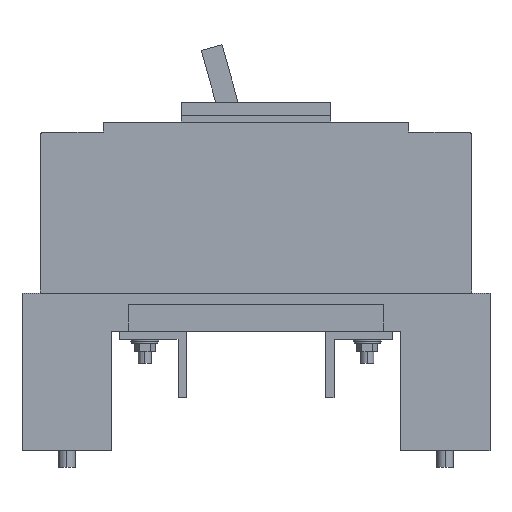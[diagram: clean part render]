
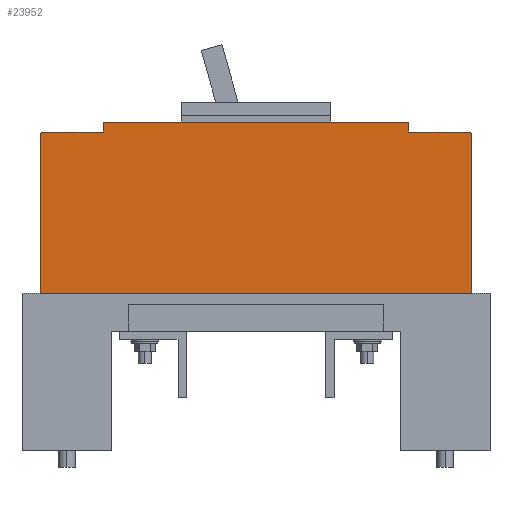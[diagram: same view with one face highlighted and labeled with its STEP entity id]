
A CAD part, left-side view. The second image highlights one B-rep face of the part: STEP entity #23952.
In plain terms, the highlighted planar face has unit normal (-1, 0, 0).
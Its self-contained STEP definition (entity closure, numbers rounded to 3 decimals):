
#456 = AXIS2_PLACEMENT_3D ( 'NONE', #21541, #9975, #23482 ) ;
#551 = CARTESIAN_POINT ( 'NONE',  ( -70., -130., 0. ) ) ;
#600 = VERTEX_POINT ( 'NONE', #17967 ) ;
#745 = EDGE_CURVE ( 'NONE', #16320, #600, #24972, .T. ) ;
#852 = VECTOR ( 'NONE', #22450, 1000. ) ;
#1042 = CARTESIAN_POINT ( 'NONE',  ( -70., 130., 97. ) ) ;
#1967 = VERTEX_POINT ( 'NONE', #22834 ) ;
#2046 = AXIS2_PLACEMENT_3D ( 'NONE', #24899, #24698, #24976 ) ;
#2274 = EDGE_CURVE ( 'NONE', #5742, #7294, #19900, .T. ) ;
#2469 = VECTOR ( 'NONE', #8068, 1000. ) ;
#4073 = ORIENTED_EDGE ( 'NONE', *, *, #2274, .F. ) ;
#4227 = ORIENTED_EDGE ( 'NONE', *, *, #21771, .T. ) ;
#4314 = EDGE_LOOP ( 'NONE', ( #21905, #23399, #4227, #20858, #13893, #14126, #16682, #23299, #7108, #4073 ) ) ;
#4524 = DIRECTION ( 'NONE',  ( 0., -1., 0. ) ) ;
#4751 = VERTEX_POINT ( 'NONE', #20915 ) ;
#4802 = LINE ( 'NONE', #17588, #9352 ) ;
#4991 = DIRECTION ( 'NONE',  ( 0., -1., 0. ) ) ;
#5278 = EDGE_CURVE ( 'NONE', #1967, #600, #7201, .T. ) ;
#5742 = VERTEX_POINT ( 'NONE', #8656 ) ;
#5799 = CARTESIAN_POINT ( 'NONE',  ( -70., -92., 103. ) ) ;
#6044 = VECTOR ( 'NONE', #21323, 1000. ) ;
#6059 = CARTESIAN_POINT ( 'NONE',  ( -70., -130., 103. ) ) ;
#6431 = DIRECTION ( 'NONE',  ( 0., 0., 1. ) ) ;
#7108 = ORIENTED_EDGE ( 'NONE', *, *, #24849, .F. ) ;
#7201 = LINE ( 'NONE', #8952, #852 ) ;
#7294 = VERTEX_POINT ( 'NONE', #24138 ) ;
#7376 = DIRECTION ( 'NONE',  ( 0., 1., 0. ) ) ;
#8068 = DIRECTION ( 'NONE',  ( 0., 0., 1. ) ) ;
#8578 = VERTEX_POINT ( 'NONE', #5799 ) ;
#8656 = CARTESIAN_POINT ( 'NONE',  ( -70., 92., 97. ) ) ;
#8697 = EDGE_CURVE ( 'NONE', #16320, #18142, #17125, .T. ) ;
#8952 = CARTESIAN_POINT ( 'NONE',  ( -70., -130., 97. ) ) ;
#9280 = VERTEX_POINT ( 'NONE', #14568 ) ;
#9352 = VECTOR ( 'NONE', #19521, 1000. ) ;
#9975 = DIRECTION ( 'NONE',  ( -1., 0., 0. ) ) ;
#10828 = AXIS2_PLACEMENT_3D ( 'NONE', #13120, #18912, #7376 ) ;
#11977 = VECTOR ( 'NONE', #17708, 1000. ) ;
#11980 = CARTESIAN_POINT ( 'NONE',  ( -70., -92., 97. ) ) ;
#12519 = LINE ( 'NONE', #16104, #22789 ) ;
#13120 = CARTESIAN_POINT ( 'NONE',  ( -70., 130., 103. ) ) ;
#13893 = ORIENTED_EDGE ( 'NONE', *, *, #8697, .F. ) ;
#14024 = VECTOR ( 'NONE', #4991, 1000. ) ;
#14126 = ORIENTED_EDGE ( 'NONE', *, *, #745, .T. ) ;
#14314 = FACE_OUTER_BOUND ( 'NONE', #4314, .T. ) ;
#14568 = CARTESIAN_POINT ( 'NONE',  ( -70., 130., 95. ) ) ;
#14768 = VECTOR ( 'NONE', #6431, 1000. ) ;
#15166 = CARTESIAN_POINT ( 'NONE',  ( -70., -130., 95. ) ) ;
#15459 = EDGE_CURVE ( 'NONE', #19107, #5742, #19150, .T. ) ;
#16065 = CARTESIAN_POINT ( 'NONE',  ( -70., 92., 97. ) ) ;
#16104 = CARTESIAN_POINT ( 'NONE',  ( -70., 130., 103. ) ) ;
#16320 = VERTEX_POINT ( 'NONE', #15166 ) ;
#16682 = ORIENTED_EDGE ( 'NONE', *, *, #5278, .F. ) ;
#17125 = LINE ( 'NONE', #6059, #11977 ) ;
#17293 = LINE ( 'NONE', #11980, #2469 ) ;
#17588 = CARTESIAN_POINT ( 'NONE',  ( -70., 130., 0. ) ) ;
#17708 = DIRECTION ( 'NONE',  ( 0., 0., -1. ) ) ;
#17967 = CARTESIAN_POINT ( 'NONE',  ( -70., -128., 97. ) ) ;
#18142 = VERTEX_POINT ( 'NONE', #551 ) ;
#18672 = EDGE_CURVE ( 'NONE', #4751, #18142, #4802, .T. ) ;
#18699 = EDGE_CURVE ( 'NONE', #19107, #9280, #24729, .T. ) ;
#18912 = DIRECTION ( 'NONE',  ( 1., 0., 0. ) ) ;
#19107 = VERTEX_POINT ( 'NONE', #24562 ) ;
#19150 = LINE ( 'NONE', #1042, #14024 ) ;
#19375 = CARTESIAN_POINT ( 'NONE',  ( -70., 130., 103. ) ) ;
#19521 = DIRECTION ( 'NONE',  ( 0., -1., 0. ) ) ;
#19900 = LINE ( 'NONE', #16065, #14768 ) ;
#20858 = ORIENTED_EDGE ( 'NONE', *, *, #18672, .T. ) ;
#20915 = CARTESIAN_POINT ( 'NONE',  ( -70., 130., 0. ) ) ;
#21323 = DIRECTION ( 'NONE',  ( 0., 0., -1. ) ) ;
#21419 = EDGE_CURVE ( 'NONE', #1967, #8578, #17293, .T. ) ;
#21458 = LINE ( 'NONE', #19375, #6044 ) ;
#21541 = CARTESIAN_POINT ( 'NONE',  ( -70., 128., 95. ) ) ;
#21771 = EDGE_CURVE ( 'NONE', #9280, #4751, #21458, .T. ) ;
#21905 = ORIENTED_EDGE ( 'NONE', *, *, #15459, .F. ) ;
#22450 = DIRECTION ( 'NONE',  ( 0., -1., 0. ) ) ;
#22789 = VECTOR ( 'NONE', #4524, 1000. ) ;
#22834 = CARTESIAN_POINT ( 'NONE',  ( -70., -92., 97. ) ) ;
#23299 = ORIENTED_EDGE ( 'NONE', *, *, #21419, .T. ) ;
#23399 = ORIENTED_EDGE ( 'NONE', *, *, #18699, .T. ) ;
#23482 = DIRECTION ( 'NONE',  ( 0., 1., 0. ) ) ;
#23952 = ADVANCED_FACE ( 'NONE', ( #14314 ), #24659, .F. ) ;
#24138 = CARTESIAN_POINT ( 'NONE',  ( -70., 92., 103. ) ) ;
#24562 = CARTESIAN_POINT ( 'NONE',  ( -70., 128., 97. ) ) ;
#24659 = PLANE ( 'NONE',  #10828 ) ;
#24698 = DIRECTION ( 'NONE',  ( -1., 0., 0. ) ) ;
#24729 = CIRCLE ( 'NONE', #456, 2. ) ;
#24849 = EDGE_CURVE ( 'NONE', #7294, #8578, #12519, .T. ) ;
#24899 = CARTESIAN_POINT ( 'NONE',  ( -70., -128., 95. ) ) ;
#24972 = CIRCLE ( 'NONE', #2046, 2. ) ;
#24976 = DIRECTION ( 'NONE',  ( 0., 1., 0. ) ) ;
